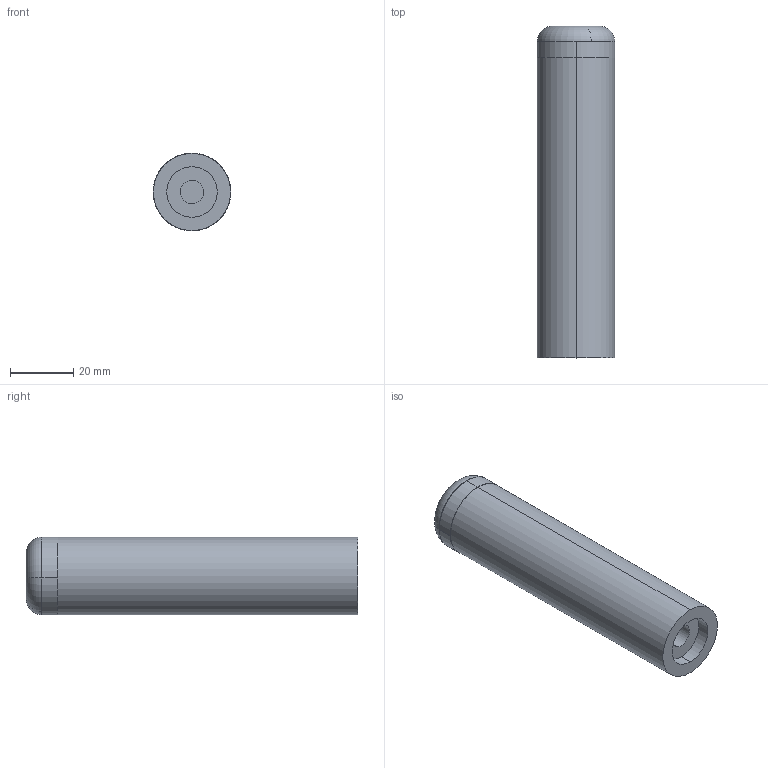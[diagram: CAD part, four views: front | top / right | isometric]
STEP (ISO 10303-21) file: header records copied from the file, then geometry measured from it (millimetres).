
FILE_DESCRIPTION (( 'STEP AP203' ), '1' );
FILE_NAME ('Motor Ouro.STEP', '2026-03-10T16:21:53', ( '' ), ( '' ), 'SwSTEP 2.0', 'SolidWorks 2022', '' );
FILE_SCHEMA (( 'CONFIG_CONTROL_DESIGN' ));
Length unit declared in the file: millimetre
Products named in the file (6): Carga de Ejeção - 0,6g x 5mm; Fita Durex; Tubeira; Motor Ouro; Pólvora; Envelope
Assembly tree (5 placements, depth 2):
  Motor Ouro
    Envelope
    Tubeira
    Pólvora
    Carga de Ejeção - 0,6g x 5mm
    Fita Durex
Bounding box: 24.57 x 105 x 24.57 mm (x, y, z)
Volume: 44400.6 mm3; surface area: 23936.4 mm2
Topology: 5 solids, 5 shells, 34 faces, 62 edges, 40 vertices
Faces by surface type: cylinder 16, plane 12, torus 6
Entity records: 1500 total; most frequent: DIRECTION 192, CARTESIAN_POINT 144, ORIENTED_EDGE 124, AXIS2_PLACEMENT_3D 88, EDGE_CURVE 62, PERSON_AND_ORGANIZATION 53, CIRCLE 46, LOCAL_TIME 40
